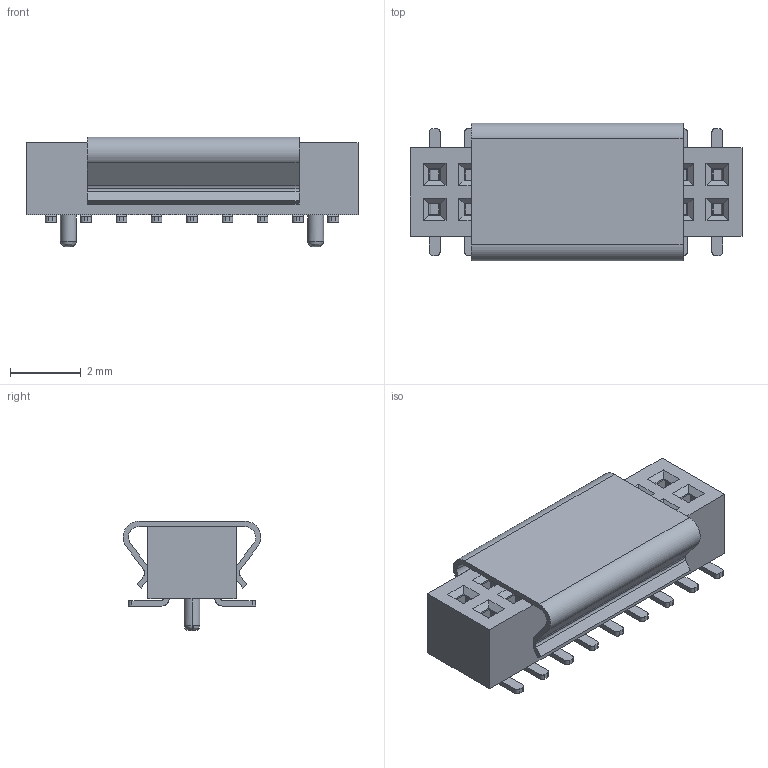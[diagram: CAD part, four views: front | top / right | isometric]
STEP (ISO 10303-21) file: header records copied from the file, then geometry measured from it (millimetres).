
FILE_DESCRIPTION( ('This file contains a STEP AP42 implementation' ,'as created by ZW3D STEP Interface translator.') ,'2;1' );
FILE_NAME( '2521-2XXMXXCUNX2.stp' ,'23 411.171922', (''), ('ZWCAD Software Co.'), 'Version 1.0', 'ZW3D to STEP translator', '' );
FILE_SCHEMA(('AUTOMOTIVE_DESIGN { 1 0 10303 214 1 1 1 1 }'));
Length unit declared in the file: millimetre
Products named in the file (1): 0
Bounding box: 9.4 x 3.9 x 3.1 mm (x, y, z)
Volume: 45.3 mm3; surface area: 318.8 mm2
Topology: 1 solids, 11 shells, 1553 faces, 3975 edges, 2484 vertices
Faces by surface type: plane 938, cylinder 437, bspline 142, sphere 36
Entity records: 62782 total; most frequent: CARTESIAN_POINT 31762, ORIENTED_EDGE 8094, EDGE_CURVE 3975, B_SPLINE_CURVE_WITH_KNOTS 3753, DIRECTION 3082, VERTEX_POINT 2484, EDGE_LOOP 1597, FACE_OUTER_BOUND 1553
